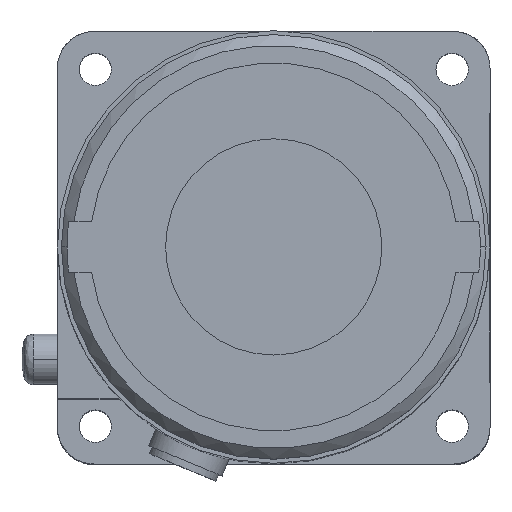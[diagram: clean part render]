
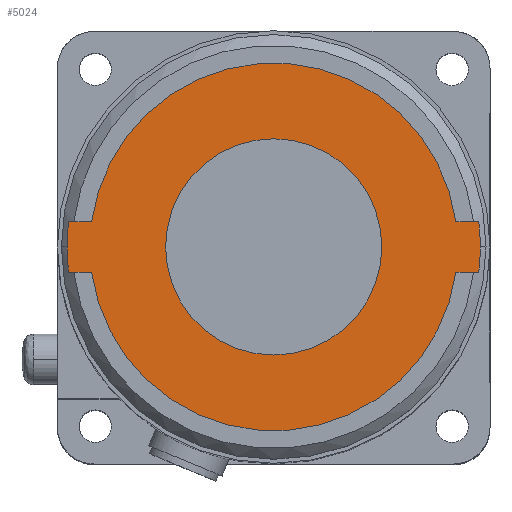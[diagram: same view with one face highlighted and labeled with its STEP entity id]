
A CAD part, top view. The second image highlights one B-rep face of the part: STEP entity #5024.
In plain terms, the highlighted planar face has unit normal (0, 0, 1).
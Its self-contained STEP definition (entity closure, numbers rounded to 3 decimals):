
#131 = CARTESIAN_POINT ( 'NONE',  ( 0., 3.5, 74.3 ) ) ;
#172 = EDGE_CURVE ( 'NONE', #4451, #3516, #4851, .T. ) ;
#197 = EDGE_CURVE ( 'NONE', #2059, #3485, #4264, .T. ) ;
#323 = CARTESIAN_POINT ( 'NONE',  ( 0., 0., 74.3 ) ) ;
#375 = DIRECTION ( 'NONE',  ( -1., 0., 0. ) ) ;
#391 = DIRECTION ( 'NONE',  ( 1., 0., 0. ) ) ;
#457 = LINE ( 'NONE', #5805, #1790 ) ;
#673 = CARTESIAN_POINT ( 'NONE',  ( 15., 0., 74.3 ) ) ;
#768 = LINE ( 'NONE', #131, #3814 ) ;
#839 = VERTEX_POINT ( 'NONE', #4625 ) ;
#941 = VERTEX_POINT ( 'NONE', #2370 ) ;
#1004 = DIRECTION ( 'NONE',  ( 0., 0., -1. ) ) ;
#1021 = DIRECTION ( 'NONE',  ( 0., 0., -1. ) ) ;
#1088 = CIRCLE ( 'NONE', #4958, 25.5 ) ;
#1107 = EDGE_CURVE ( 'NONE', #1921, #839, #768, .T. ) ;
#1144 = EDGE_LOOP ( 'NONE', ( #3122, #4274, #2608, #2971, #5182, #5743, #4382, #2296, #5806, #4836 ) ) ;
#1323 = VERTEX_POINT ( 'NONE', #5141 ) ;
#1479 = AXIS2_PLACEMENT_3D ( 'NONE', #5598, #5005, #4391 ) ;
#1555 = EDGE_CURVE ( 'NONE', #4451, #1323, #5822, .T. ) ;
#1586 = FACE_OUTER_BOUND ( 'NONE', #1144, .T. ) ;
#1631 = EDGE_CURVE ( 'NONE', #941, #2645, #457, .T. ) ;
#1638 = CARTESIAN_POINT ( 'NONE',  ( 0., 0., 74.3 ) ) ;
#1731 = DIRECTION ( 'NONE',  ( 1., 0., 0. ) ) ;
#1753 = FACE_BOUND ( 'NONE', #5484, .T. ) ;
#1790 = VECTOR ( 'NONE', #5237, 1000. ) ;
#1886 = CIRCLE ( 'NONE', #2539, 28.65 ) ;
#1921 = VERTEX_POINT ( 'NONE', #4022 ) ;
#2050 = ORIENTED_EDGE ( 'NONE', *, *, #2434, .T. ) ;
#2059 = VERTEX_POINT ( 'NONE', #673 ) ;
#2080 = VERTEX_POINT ( 'NONE', #3009 ) ;
#2121 = EDGE_CURVE ( 'NONE', #1323, #2645, #1886, .T. ) ;
#2142 = DIRECTION ( 'NONE',  ( -1., 0., 0. ) ) ;
#2163 = CIRCLE ( 'NONE', #2262, 15. ) ;
#2178 = VECTOR ( 'NONE', #2427, 1000. ) ;
#2221 = AXIS2_PLACEMENT_3D ( 'NONE', #4348, #3742, #3124 ) ;
#2246 = CARTESIAN_POINT ( 'NONE',  ( 0., 0., 74.3 ) ) ;
#2262 = AXIS2_PLACEMENT_3D ( 'NONE', #3584, #2357, #1731 ) ;
#2296 = ORIENTED_EDGE ( 'NONE', *, *, #5833, .T. ) ;
#2357 = DIRECTION ( 'NONE',  ( 0., 0., -1. ) ) ;
#2370 = CARTESIAN_POINT ( 'NONE',  ( 25.259, -3.5, 74.3 ) ) ;
#2427 = DIRECTION ( 'NONE',  ( 1., 0., 0. ) ) ;
#2431 = CARTESIAN_POINT ( 'NONE',  ( -25.259, -3.5, 74.3 ) ) ;
#2434 = EDGE_CURVE ( 'NONE', #3485, #2059, #2163, .T. ) ;
#2467 = CARTESIAN_POINT ( 'NONE',  ( -28.435, -3.5, 74.3 ) ) ;
#2527 = AXIS2_PLACEMENT_3D ( 'NONE', #3373, #2755, #2142 ) ;
#2539 = AXIS2_PLACEMENT_3D ( 'NONE', #2246, #1004, #375 ) ;
#2608 = ORIENTED_EDGE ( 'NONE', *, *, #3264, .T. ) ;
#2645 = VERTEX_POINT ( 'NONE', #4313 ) ;
#2706 = CIRCLE ( 'NONE', #5431, 28.65 ) ;
#2755 = DIRECTION ( 'NONE',  ( 0., 0., -1. ) ) ;
#2929 = DIRECTION ( 'NONE',  ( -1., 0., 0. ) ) ;
#2942 = VERTEX_POINT ( 'NONE', #2431 ) ;
#2971 = ORIENTED_EDGE ( 'NONE', *, *, #1631, .T. ) ;
#3009 = CARTESIAN_POINT ( 'NONE',  ( -28.65, 0., 74.3 ) ) ;
#3022 = DIRECTION ( 'NONE',  ( -1., 0., 0. ) ) ;
#3041 = CARTESIAN_POINT ( 'NONE',  ( 0., -3.5, 74.3 ) ) ;
#3113 = CIRCLE ( 'NONE', #1479, 25.5 ) ;
#3122 = ORIENTED_EDGE ( 'NONE', *, *, #4234, .F. ) ;
#3124 = DIRECTION ( 'NONE',  ( 1., 0., 0. ) ) ;
#3264 = EDGE_CURVE ( 'NONE', #2942, #941, #3113, .T. ) ;
#3279 = CARTESIAN_POINT ( 'NONE',  ( 25.259, 3.5, 74.3 ) ) ;
#3373 = CARTESIAN_POINT ( 'NONE',  ( 0., 0., 74.3 ) ) ;
#3385 = VECTOR ( 'NONE', #3022, 1000. ) ;
#3417 = AXIS2_PLACEMENT_3D ( 'NONE', #1638, #1021, #391 ) ;
#3485 = VERTEX_POINT ( 'NONE', #5246 ) ;
#3516 = VERTEX_POINT ( 'NONE', #3279 ) ;
#3529 = ORIENTED_EDGE ( 'NONE', *, *, #197, .T. ) ;
#3544 = DIRECTION ( 'NONE',  ( 0., 0., -1. ) ) ;
#3584 = CARTESIAN_POINT ( 'NONE',  ( 0., 0., 74.3 ) ) ;
#3641 = CARTESIAN_POINT ( 'NONE',  ( 0., 3.5, 74.3 ) ) ;
#3660 = LINE ( 'NONE', #3041, #2178 ) ;
#3720 = CIRCLE ( 'NONE', #4787, 28.65 ) ;
#3742 = DIRECTION ( 'NONE',  ( 0., 0., 1. ) ) ;
#3800 = EDGE_CURVE ( 'NONE', #2080, #839, #3720, .T. ) ;
#3814 = VECTOR ( 'NONE', #5526, 1000. ) ;
#4022 = CARTESIAN_POINT ( 'NONE',  ( -25.259, 3.5, 74.3 ) ) ;
#4158 = CARTESIAN_POINT ( 'NONE',  ( 0., 0., 74.3 ) ) ;
#4234 = EDGE_CURVE ( 'NONE', #5353, #2080, #2706, .T. ) ;
#4264 = CIRCLE ( 'NONE', #3417, 15. ) ;
#4274 = ORIENTED_EDGE ( 'NONE', *, *, #5735, .T. ) ;
#4301 = DIRECTION ( 'NONE',  ( 1., 0., 0. ) ) ;
#4313 = CARTESIAN_POINT ( 'NONE',  ( 28.435, -3.5, 74.3 ) ) ;
#4348 = CARTESIAN_POINT ( 'NONE',  ( 0., 0., 74.3 ) ) ;
#4382 = ORIENTED_EDGE ( 'NONE', *, *, #172, .T. ) ;
#4391 = DIRECTION ( 'NONE',  ( 1., 0., 0. ) ) ;
#4451 = VERTEX_POINT ( 'NONE', #4499 ) ;
#4499 = CARTESIAN_POINT ( 'NONE',  ( 28.435, 3.5, 74.3 ) ) ;
#4625 = CARTESIAN_POINT ( 'NONE',  ( -28.435, 3.5, 74.3 ) ) ;
#4787 = AXIS2_PLACEMENT_3D ( 'NONE', #4158, #3544, #2929 ) ;
#4836 = ORIENTED_EDGE ( 'NONE', *, *, #3800, .F. ) ;
#4851 = LINE ( 'NONE', #3641, #3385 ) ;
#4905 = DIRECTION ( 'NONE',  ( 0., 0., 1. ) ) ;
#4953 = PLANE ( 'NONE',  #2221 ) ;
#4958 = AXIS2_PLACEMENT_3D ( 'NONE', #5509, #4905, #4301 ) ;
#5005 = DIRECTION ( 'NONE',  ( 0., 0., 1. ) ) ;
#5024 = ADVANCED_FACE ( 'NONE', ( #1753, #1586 ), #4953, .T. ) ;
#5117 = DIRECTION ( 'NONE',  ( -1., 0., 0. ) ) ;
#5141 = CARTESIAN_POINT ( 'NONE',  ( 28.65, 0., 74.3 ) ) ;
#5182 = ORIENTED_EDGE ( 'NONE', *, *, #2121, .F. ) ;
#5237 = DIRECTION ( 'NONE',  ( 1., 0., 0. ) ) ;
#5246 = CARTESIAN_POINT ( 'NONE',  ( -15., 0., 74.3 ) ) ;
#5353 = VERTEX_POINT ( 'NONE', #2467 ) ;
#5431 = AXIS2_PLACEMENT_3D ( 'NONE', #323, #5690, #5117 ) ;
#5484 = EDGE_LOOP ( 'NONE', ( #3529, #2050 ) ) ;
#5509 = CARTESIAN_POINT ( 'NONE',  ( 0., 0., 74.3 ) ) ;
#5526 = DIRECTION ( 'NONE',  ( -1., 0., 0. ) ) ;
#5598 = CARTESIAN_POINT ( 'NONE',  ( 0., 0., 74.3 ) ) ;
#5690 = DIRECTION ( 'NONE',  ( 0., 0., -1. ) ) ;
#5735 = EDGE_CURVE ( 'NONE', #5353, #2942, #3660, .T. ) ;
#5743 = ORIENTED_EDGE ( 'NONE', *, *, #1555, .F. ) ;
#5805 = CARTESIAN_POINT ( 'NONE',  ( 0., -3.5, 74.3 ) ) ;
#5806 = ORIENTED_EDGE ( 'NONE', *, *, #1107, .T. ) ;
#5822 = CIRCLE ( 'NONE', #2527, 28.65 ) ;
#5833 = EDGE_CURVE ( 'NONE', #3516, #1921, #1088, .T. ) ;
